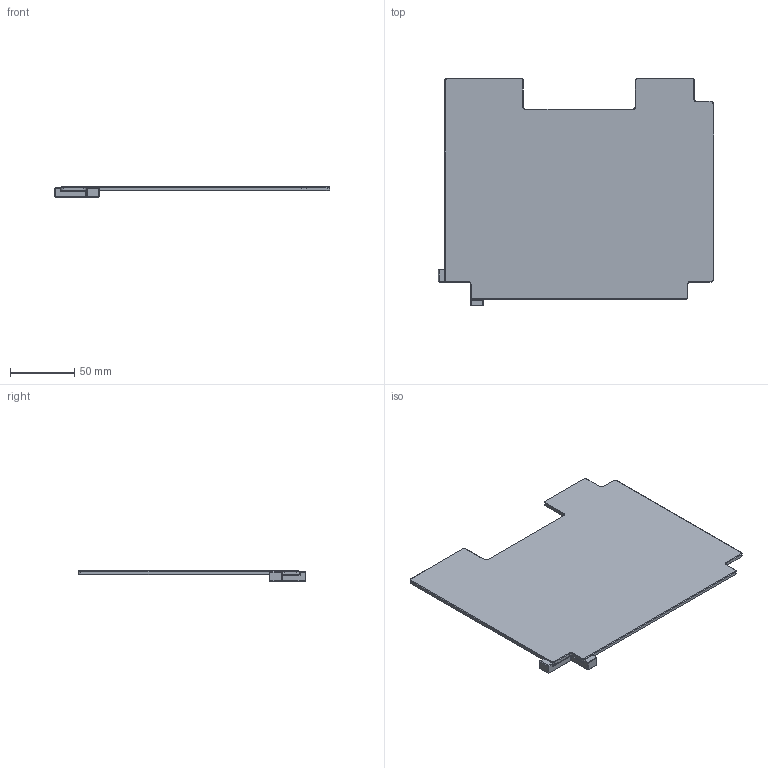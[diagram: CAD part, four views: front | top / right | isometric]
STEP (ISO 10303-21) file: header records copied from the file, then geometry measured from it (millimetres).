
FILE_DESCRIPTION(/* description */ ('STEP AP242','CAx-IF Rec.Pracs.---Representation and Presentation of Product Manufacturing Information (PMI)---4.0---2014-10-13','CAx-IF Rec.Pracs.---3D Tessellated Geometry---0.4---2014-09-14','2;1'),/* implementation_level */ '2;1');
FILE_NAME(/* name */ '620ddc466f360a6f2e4b1109',/* time_stamp */ '2022-02-17T05:25:27+00:00',/* author */ (''),/* organization */ (''),/* preprocessor_version */ 'ST-DEVELOPER v18.101',/* originating_system */ ' ',/* authorisation */ ' ');
FILE_SCHEMA (('AP242_MANAGED_MODEL_BASED_3D_ENGINEERING_MIM_LF { 1 0 10303 442 1 1 4 }'));
Length unit declared in the file: metre
Products named in the file (2): Cutting_Guide_x1; Deck_Panel_x1
Bounding box: 214 x 177 x 8 mm (x, y, z)
Volume: 101899 mm3; surface area: 69872.6 mm2
Topology: 2 solids, 2 shells, 142 faces, 308 edges, 170 vertices
Faces by surface type: plane 100, cone 28, cylinder 14
Entity records: 3748 total; most frequent: DIRECTION 652, CARTESIAN_POINT 622, ORIENTED_EDGE 616, EDGE_CURVE 308, LINE 252, VECTOR 252, AXIS2_PLACEMENT_3D 200, VERTEX_POINT 170
